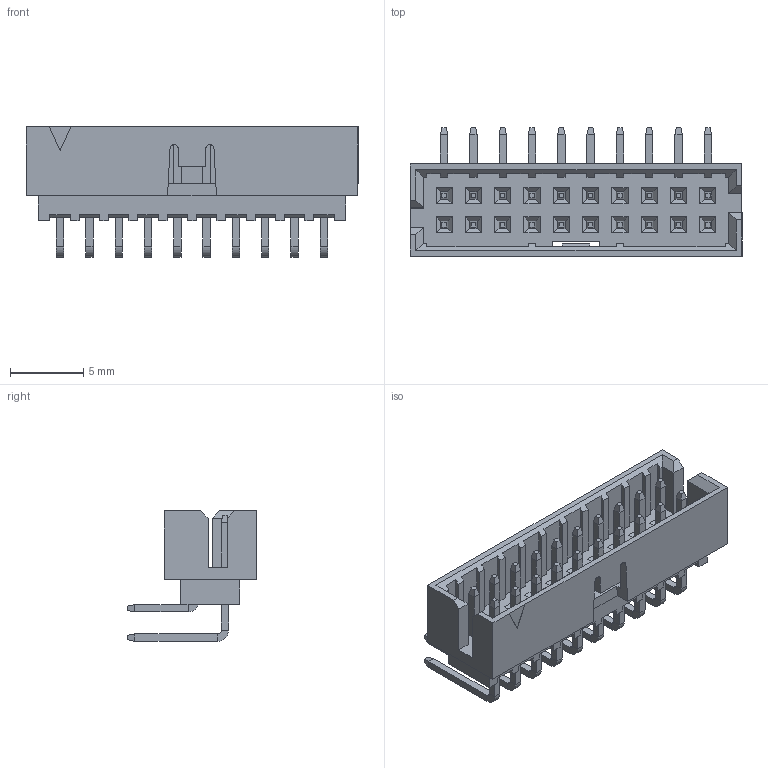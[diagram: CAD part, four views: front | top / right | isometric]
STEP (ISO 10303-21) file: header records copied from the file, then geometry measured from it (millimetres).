
FILE_DESCRIPTION( ('This file contains a STEP AP42 implementation' ,'as created by ZW3D STEP Interface translator.') ,'2;1' );
FILE_NAME( '3121B-XXRXXBK00X1.stp' ,'2312 5.171756', (''), ('ZWCAD Software Co.'), 'Version 1.0', 'ZW3D to STEP translator', '' );
FILE_SCHEMA(('AUTOMOTIVE_DESIGN { 1 0 10303 214 1 1 1 1 }'));
Length unit declared in the file: millimetre
Products named in the file (1): 0
Bounding box: 22.65 x 8.81 x 8.9 mm (x, y, z)
Volume: 428.5 mm3; surface area: 1295.2 mm2
Topology: 1 solids, 1 shells, 843 faces, 1935 edges, 1113 vertices
Faces by surface type: plane 798, cylinder 43, bspline 2
Entity records: 23842 total; most frequent: CARTESIAN_POINT 4882, ORIENTED_EDGE 3870, DIRECTION 3377, EDGE_CURVE 1935, VECTOR 1521, LINE 1521, VERTEX_POINT 1113, AXIS2_PLACEMENT_3D 928
